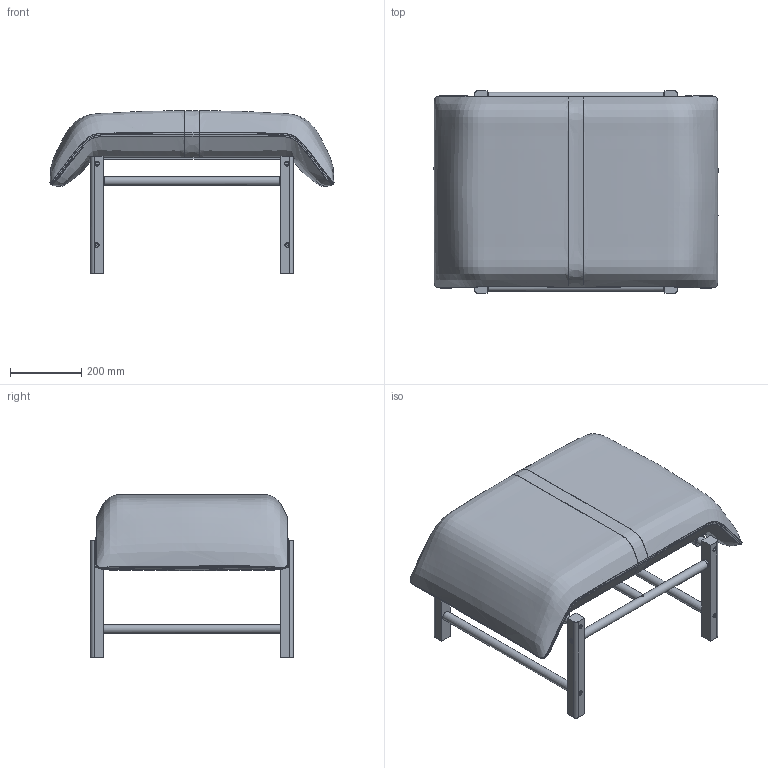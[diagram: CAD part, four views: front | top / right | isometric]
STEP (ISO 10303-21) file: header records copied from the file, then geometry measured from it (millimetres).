
FILE_DESCRIPTION(/* description */ (''),/* implementation_level */ '2;1');
FILE_NAME(/* name */ 'Sling_CB-571_3D',/* time_stamp */ '2024-04-17T19:06:29+02:00',/* author */ (''),/* organization */ (''),/* preprocessor_version */ 'ST-DEVELOPER v16.5',/* originating_system */ 'Rhino 7.34',/* authorisation */ '');
FILE_SCHEMA (('AUTOMOTIVE_DESIGN'));
Length unit declared in the file: centimetre
Products named in the file (2): Document; Sling_CB-571
Assembly tree (1 placements, depth 2):
  Document
    Sling_CB-571
Bounding box: 798.72 x 570 x 457.9 mm (x, y, z)
Surface area: 2214634.3 mm2 (no closed solid volume)
Topology: 0 solids, 424 shells, 444 faces, 1710 edges, 1612 vertices
Faces by surface type: plane 211, cylinder 190, bspline 43
Full cylindrical faces by diameter (mm): 8 x24, 13 x20, 22 x13, 25 x7
Entity records: 82858 total; most frequent: CARTESIAN_POINT 72520, ORIENTED_EDGE 1802, EDGE_CURVE 1706, VERTEX_POINT 1610, B_SPLINE_CURVE_WITH_KNOTS 1202, EDGE_LOOP 516, ADVANCED_FACE 442, FACE_OUTER_BOUND 442
